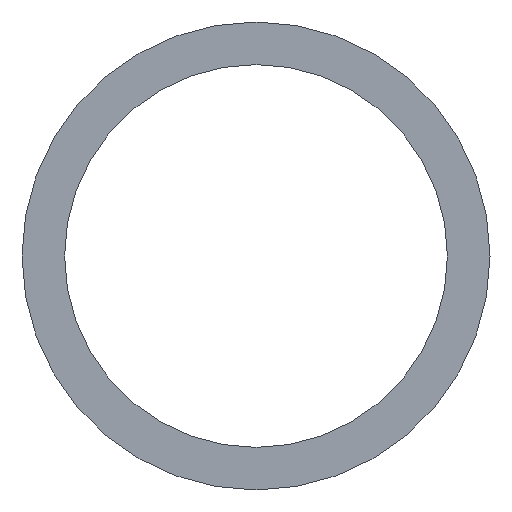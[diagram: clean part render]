
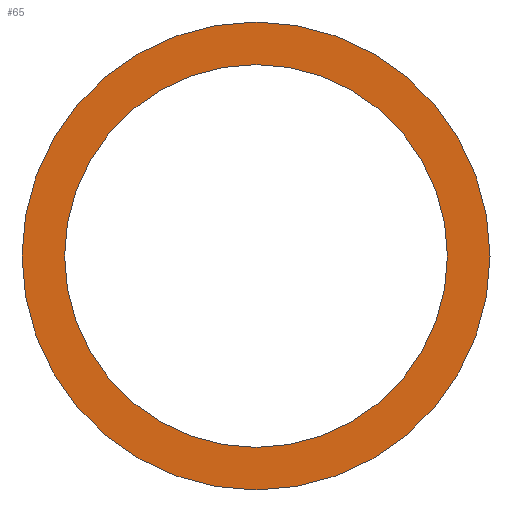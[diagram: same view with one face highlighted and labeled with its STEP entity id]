
A CAD part, left-side view. The second image highlights one B-rep face of the part: STEP entity #65.
In plain terms, the highlighted planar face has unit normal (-1, 0, 0).
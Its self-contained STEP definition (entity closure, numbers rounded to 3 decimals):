
#57 = VERTEX_POINT( '', #128 );
#59 = VERTEX_POINT( '', #130 );
#63 = VERTEX_POINT( '', #134 );
#65 = ADVANCED_FACE( '', ( #136, #137 ), #138, .F. );
#67 = EDGE_CURVE( '', #63, #59, #140, .T. );
#79 = VERTEX_POINT( '', #155 );
#85 = EDGE_CURVE( '', #57, #79, #162, .T. );
#87 = EDGE_CURVE( '', #59, #63, #164, .T. );
#91 = EDGE_CURVE( '', #79, #57, #168, .T. );
#128 = CARTESIAN_POINT( '', ( 0., 0., -81.8 ) );
#130 = CARTESIAN_POINT( '', ( 0., 0., -100. ) );
#134 = CARTESIAN_POINT( '', ( 0., 0., 100. ) );
#136 = FACE_OUTER_BOUND( '', #204, .T. );
#137 = FACE_BOUND( '', #205, .T. );
#138 = PLANE( '', #206 );
#140 = CIRCLE( '', #209, 100. );
#155 = CARTESIAN_POINT( '', ( 0., 0., 81.8 ) );
#162 = CIRCLE( '', #235, 81.8 );
#164 = CIRCLE( '', #238, 100. );
#168 = CIRCLE( '', #244, 81.8 );
#204 = EDGE_LOOP( '', ( #279, #280 ) );
#205 = EDGE_LOOP( '', ( #281, #282 ) );
#206 = AXIS2_PLACEMENT_3D( '', #283, #284, #285 );
#209 = AXIS2_PLACEMENT_3D( '', #286, #287, #288 );
#235 = AXIS2_PLACEMENT_3D( '', #317, #318, #319 );
#238 = AXIS2_PLACEMENT_3D( '', #320, #321, #322 );
#244 = AXIS2_PLACEMENT_3D( '', #326, #327, #328 );
#279 = ORIENTED_EDGE( '', *, *, #87, .F. );
#280 = ORIENTED_EDGE( '', *, *, #67, .F. );
#281 = ORIENTED_EDGE( '', *, *, #85, .T. );
#282 = ORIENTED_EDGE( '', *, *, #91, .T. );
#283 = CARTESIAN_POINT( '', ( 0., 0., 0. ) );
#284 = DIRECTION( '', ( 1., 0., 0. ) );
#285 = DIRECTION( '', ( 0., 0., -1. ) );
#286 = CARTESIAN_POINT( '', ( 0., 0., 0. ) );
#287 = DIRECTION( '', ( 1., 0., 0. ) );
#288 = DIRECTION( '', ( 0., 0., -1. ) );
#317 = CARTESIAN_POINT( '', ( 0., 0., 0. ) );
#318 = DIRECTION( '', ( 1., 0., 0. ) );
#319 = DIRECTION( '', ( 0., 0., -1. ) );
#320 = CARTESIAN_POINT( '', ( 0., 0., 0. ) );
#321 = DIRECTION( '', ( 1., 0., 0. ) );
#322 = DIRECTION( '', ( 0., 0., -1. ) );
#326 = CARTESIAN_POINT( '', ( 0., 0., 0. ) );
#327 = DIRECTION( '', ( 1., 0., 0. ) );
#328 = DIRECTION( '', ( 0., 0., -1. ) );
